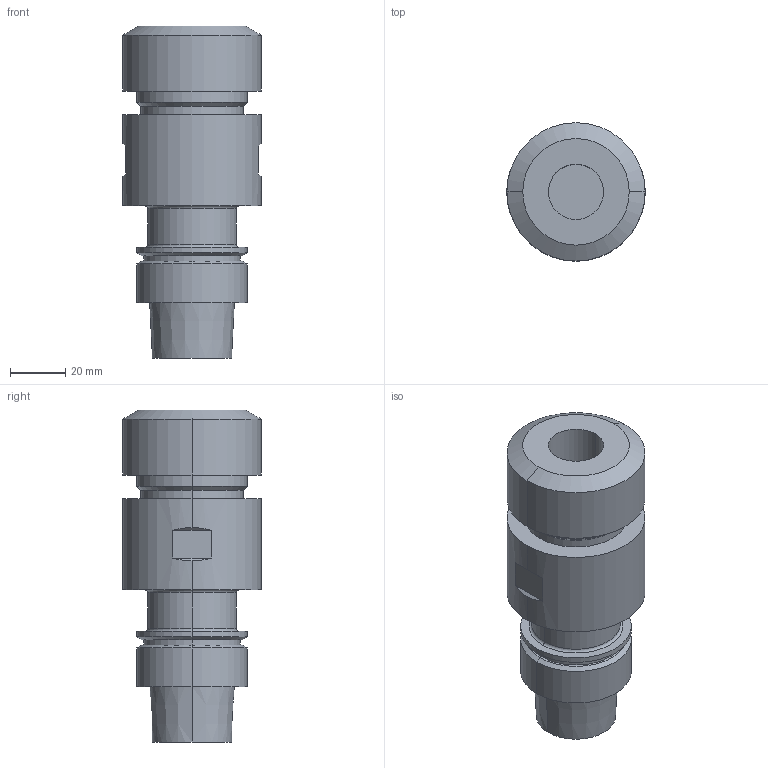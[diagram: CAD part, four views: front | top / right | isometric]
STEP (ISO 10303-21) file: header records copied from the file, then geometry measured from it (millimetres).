
FILE_DESCRIPTION (( 'STEP AP203' ), '1' );
FILE_NAME ('STP-31386-E.STEP', '2021-03-30T01:57:46', ( '' ), ( '' ), 'SwSTEP 2.0', 'SolidWorks 2017', '' );
FILE_SCHEMA (( 'CONFIG_CONTROL_DESIGN' ));
Length unit declared in the file: millimetre
Products named in the file (1): STP-31386-E
Bounding box: 50 x 50 x 120 mm (x, y, z)
Volume: 145617.9 mm3; surface area: 26763.8 mm2
Topology: 1 solids, 1 shells, 61 faces, 126 edges, 76 vertices
Faces by surface type: cylinder 24, plane 17, cone 14, torus 6
Entity records: 1695 total; most frequent: DIRECTION 312, CARTESIAN_POINT 288, ORIENTED_EDGE 252, AXIS2_PLACEMENT_3D 132, EDGE_CURVE 126, VERTEX_POINT 76, CIRCLE 70, EDGE_LOOP 70
